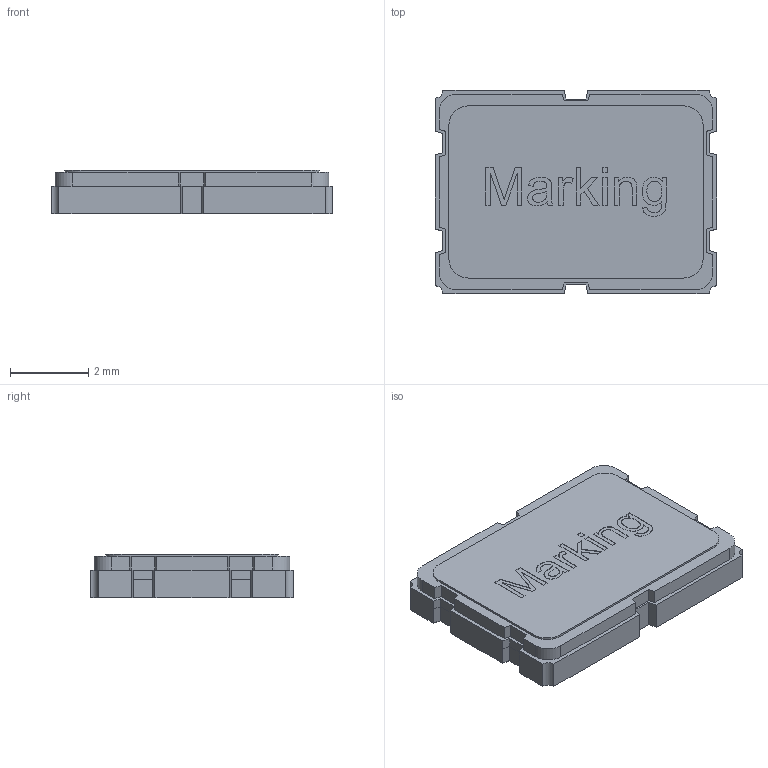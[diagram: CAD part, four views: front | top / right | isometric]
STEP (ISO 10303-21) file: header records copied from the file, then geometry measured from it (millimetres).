
FILE_DESCRIPTION(/* description */ ('Unknown'),/* implementation_level */ '2;1');
FILE_NAME(/* name */ 'FrqXTAL_12SMX-B',/* time_stamp */ '2019-05-20T13:44:32+02:00',/* author */ ('Unknown'),/* organization */ ('Unknown'),/* preprocessor_version */ 'ST-DEVELOPER v16.7',/* originating_system */ 'DEX',/* authorisation */ $);
FILE_SCHEMA (('AUTOMOTIVE_DESIGN {1 0 10303 214 3 1 1}'));
Length unit declared in the file: millimetre
Products named in the file (4): 12SMX-B; Body; Pins; Cover
Assembly tree (3 placements, depth 2):
  12SMX-B
    Body
    Pins
    Cover
Bounding box: 7.2 x 5.2 x 1.1 mm (x, y, z)
Volume: 39 mm3; surface area: 194.9 mm2
Topology: 6 solids, 6 shells, 255 faces, 696 edges, 464 vertices
Faces by surface type: plane 227, bspline 16, cylinder 12
Entity records: 9447 total; most frequent: CARTESIAN_POINT 2336, ORIENTED_EDGE 1390, DIRECTION 1081, EDGE_CURVE 695, LINE 547, VECTOR 547, VERTEX_POINT 464, EDGE_LOOP 267
